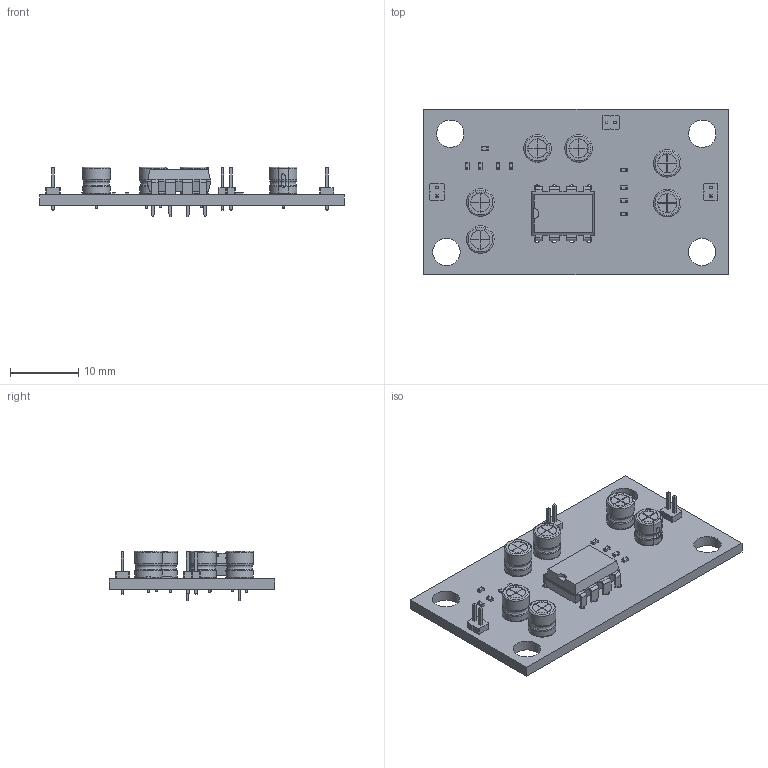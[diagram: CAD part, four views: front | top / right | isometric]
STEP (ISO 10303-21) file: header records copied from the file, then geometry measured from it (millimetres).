
FILE_DESCRIPTION(('KiCad electronic assembly'),'2;1');
FILE_NAME('kicad_project.step','2024-09-25T21:40:13',('Pcbnew'),('Kicad' ),'Open CASCADE STEP processor 7.6','KiCad to STEP converter', 'Unknown');
FILE_SCHEMA(('AUTOMOTIVE_DESIGN { 1 0 10303 214 1 1 1 1 }'));
Length unit declared in the file: millimetre
Products named in the file (10): kicad_project 1; PinHeader_1x02_P1.27mm_Vertical; PinHeader_1x02_P127mm_Vertical; CP_Radial_D4.0mm_P2.00mm; CP_Radial_D40mm_P200mm; R_0402_1005Metric; DIP-8_W7.62mm; kicad_project PCB
Assembly tree (24 placements, depth 3):
  kicad_project 1
    PinHeader_1x02_P1.27mm_Vertical  x3
      PinHeader_1x02_P127mm_Vertical
    CP_Radial_D4.0mm_P2.00mm  x6
      CP_Radial_D40mm_P200mm
    R_0402_1005Metric  x9
      R_0402_1005Metric
    DIP-8_W7.62mm
      DIP-8_W7.62mm
    kicad_project PCB
Bounding box: 44.45 x 24.13 x 7.3 mm (x, y, z)
Volume: 2108.4 mm3; surface area: 3404.9 mm2
Topology: 20 solids, 26 shells, 898 faces, 2238 edges, 1416 vertices
Faces by surface type: plane 579, cylinder 203, bspline 68, revolution 36, torus 12
Full cylindrical faces by diameter (mm): 0.3 x12, 0.6 x12, 0.65 x6, 0.8 x8, 4 x4
Entity records: 24930 total; most frequent: CARTESIAN_POINT 6430, DIRECTION 2990, LINE 1988, VECTOR 1988, ORIENTED_EDGE 1630, PCURVE 1630, DEFINITIONAL_REPRESENTATION 1630, EDGE_CURVE 815
